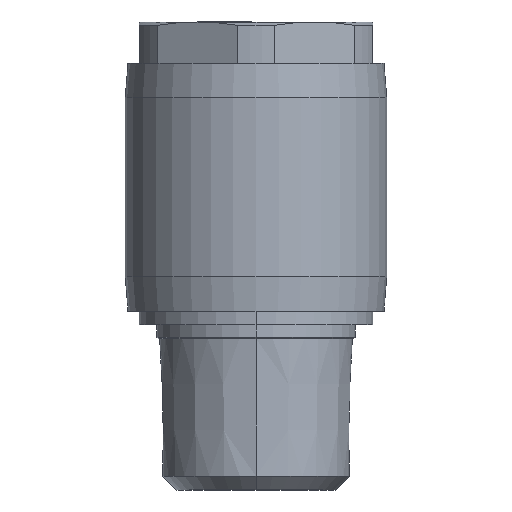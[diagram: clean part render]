
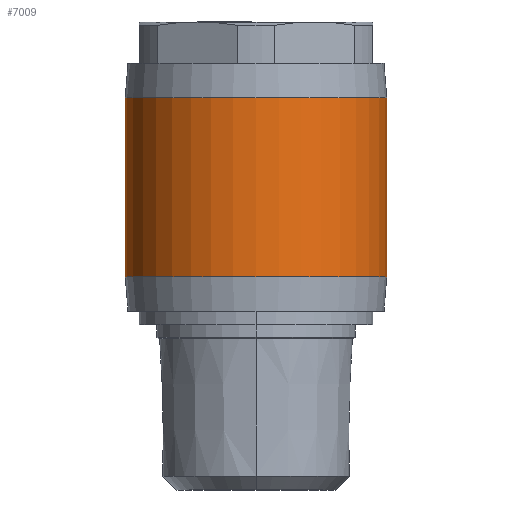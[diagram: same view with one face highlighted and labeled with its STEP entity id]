
A CAD part, left-side view. The second image highlights one B-rep face of the part: STEP entity #7009.
In plain terms, the highlighted cylindrical face has radius 9.5 mm (diameter 19 mm), a partial arc.
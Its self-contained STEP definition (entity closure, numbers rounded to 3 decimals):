
#81 = AXIS2_PLACEMENT_3D ( 'NONE', #9055, #11594, #7809 ) ;
#1932 = CARTESIAN_POINT ( 'NONE',  ( 4.5, -9.5, 6.5 ) ) ;
#2325 = VECTOR ( 'NONE', #4980, 1000. ) ;
#3197 = CARTESIAN_POINT ( 'NONE',  ( 4.5, 9.5, 0. ) ) ;
#3370 = EDGE_CURVE ( 'NONE', #5892, #4347, #10362, .T. ) ;
#3784 = VERTEX_POINT ( 'NONE', #1932 ) ;
#4341 = DIRECTION ( 'NONE',  ( 0., -1., 0. ) ) ;
#4347 = VERTEX_POINT ( 'NONE', #12609 ) ;
#4596 = EDGE_LOOP ( 'NONE', ( #10477, #9134, #12111, #6942 ) ) ;
#4629 = CARTESIAN_POINT ( 'NONE',  ( 4.5, 0., 6.5 ) ) ;
#4980 = DIRECTION ( 'NONE',  ( 0., 0., 1. ) ) ;
#5122 = EDGE_CURVE ( 'NONE', #4347, #3784, #10322, .T. ) ;
#5464 = VERTEX_POINT ( 'NONE', #10277 ) ;
#5892 = VERTEX_POINT ( 'NONE', #11432 ) ;
#6942 = ORIENTED_EDGE ( 'NONE', *, *, #10194, .F. ) ;
#7009 = ADVANCED_FACE ( 'NONE', ( #8635 ), #9160, .T. ) ;
#7809 = DIRECTION ( 'NONE',  ( -1., 0., 0. ) ) ;
#8286 = DIRECTION ( 'NONE',  ( 0., -1., 0. ) ) ;
#8635 = FACE_OUTER_BOUND ( 'NONE', #4596, .T. ) ;
#9055 = CARTESIAN_POINT ( 'NONE',  ( 4.5, 0., -6.5 ) ) ;
#9072 = CIRCLE ( 'NONE', #81, 9.5 ) ;
#9134 = ORIENTED_EDGE ( 'NONE', *, *, #3370, .T. ) ;
#9160 = CYLINDRICAL_SURFACE ( 'NONE', #14406, 9.5 ) ;
#10194 = EDGE_CURVE ( 'NONE', #5464, #3784, #15771, .T. ) ;
#10277 = CARTESIAN_POINT ( 'NONE',  ( 4.5, -9.5, -6.5 ) ) ;
#10322 = CIRCLE ( 'NONE', #15474, 9.5 ) ;
#10362 = LINE ( 'NONE', #3197, #10922 ) ;
#10477 = ORIENTED_EDGE ( 'NONE', *, *, #15878, .F. ) ;
#10922 = VECTOR ( 'NONE', #11876, 1000. ) ;
#11432 = CARTESIAN_POINT ( 'NONE',  ( 4.5, 9.5, -6.5 ) ) ;
#11594 = DIRECTION ( 'NONE',  ( 0., 0., -1. ) ) ;
#11692 = CARTESIAN_POINT ( 'NONE',  ( 4.5, 0., 0. ) ) ;
#11876 = DIRECTION ( 'NONE',  ( 0., 0., 1. ) ) ;
#12111 = ORIENTED_EDGE ( 'NONE', *, *, #5122, .T. ) ;
#12609 = CARTESIAN_POINT ( 'NONE',  ( 4.5, 9.5, 6.5 ) ) ;
#13189 = DIRECTION ( 'NONE',  ( 0., 0., -1. ) ) ;
#14406 = AXIS2_PLACEMENT_3D ( 'NONE', #11692, #15389, #4341 ) ;
#15389 = DIRECTION ( 'NONE',  ( 0., 0., 1. ) ) ;
#15474 = AXIS2_PLACEMENT_3D ( 'NONE', #4629, #13189, #8286 ) ;
#15771 = LINE ( 'NONE', #15918, #2325 ) ;
#15878 = EDGE_CURVE ( 'NONE', #5892, #5464, #9072, .T. ) ;
#15918 = CARTESIAN_POINT ( 'NONE',  ( 4.5, -9.5, 0. ) ) ;
